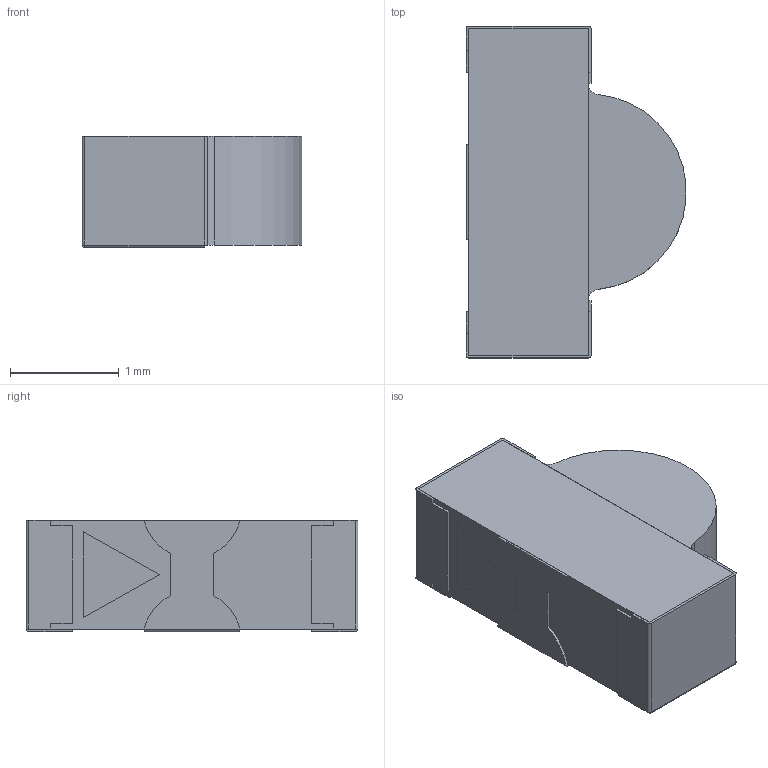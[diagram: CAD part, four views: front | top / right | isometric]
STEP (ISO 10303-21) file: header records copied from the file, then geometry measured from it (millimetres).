
FILE_DESCRIPTION(('FreeCAD Model'),'2;1');
FILE_NAME('PhotoTransistor_LKPT30102B_A01_v010_cp.step','2022-03-20T20:01:07',( 'kicad StepUp'),('ksu MCAD'),'Open CASCADE STEP processor 7.4', 'FreeCAD','Unknown');
FILE_SCHEMA(('AUTOMOTIVE_DESIGN { 1 0 10303 214 1 1 1 1 }'));
Length unit declared in the file: millimetre
Products named in the file (1): PhotoTransistor_LKPT30102B_A01_v010_cp
Bounding box: 2.02 x 3.05 x 1.02 mm (x, y, z)
Volume: 4.7 mm3; surface area: 35.3 mm2
Topology: 7 solids, 7 shells, 97 faces, 228 edges, 142 vertices
Faces by surface type: plane 83, cylinder 14
Entity records: 3464 total; most frequent: CARTESIAN_POINT 468, ORIENTED_EDGE 456, DIRECTION 452, EDGE_CURVE 228, LINE 200, VECTOR 200, VERTEX_POINT 142, AXIS2_PLACEMENT_3D 126
